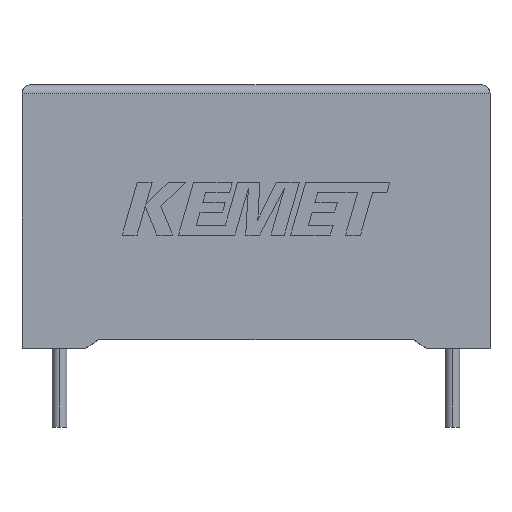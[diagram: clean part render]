
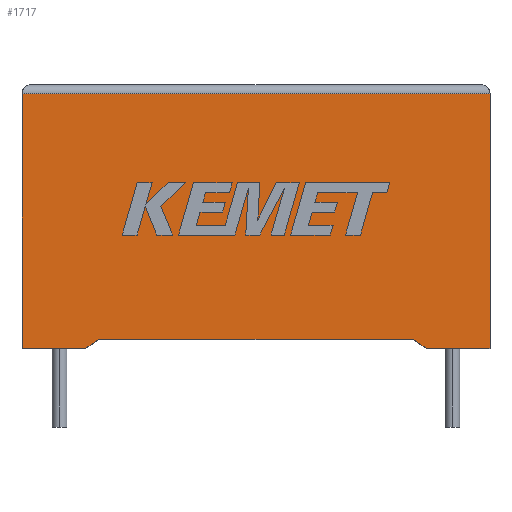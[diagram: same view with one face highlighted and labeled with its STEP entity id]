
A CAD part, top view. The second image highlights one B-rep face of the part: STEP entity #1717.
In plain terms, the highlighted planar face has unit normal (0, 0, 1).
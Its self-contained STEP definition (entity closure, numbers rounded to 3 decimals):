
#13 = DIRECTION ( 'NONE',  ( -1., 0., 0. ) ) ;
#41 = DIRECTION ( 'NONE',  ( -0.819, -0.573, 0. ) ) ;
#172 = EDGE_CURVE ( 'NONE', #1509, #923, #2252, .T. ) ;
#197 = CARTESIAN_POINT ( 'NONE',  ( 3.65, 0., 6.2 ) ) ;
#250 = CARTESIAN_POINT ( 'NONE',  ( 3.65, 0., 6.2 ) ) ;
#278 = CARTESIAN_POINT ( 'NONE',  ( 0., 0., 6.2 ) ) ;
#306 = VECTOR ( 'NONE', #13, 1000. ) ;
#315 = VERTEX_POINT ( 'NONE', #1751 ) ;
#330 = CARTESIAN_POINT ( 'NONE',  ( 0., 14.6, 6.2 ) ) ;
#351 = ORIENTED_EDGE ( 'NONE', *, *, #1546, .T. ) ;
#361 = VERTEX_POINT ( 'NONE', #197 ) ;
#382 = EDGE_CURVE ( 'NONE', #766, #361, #1012, .T. ) ;
#404 = VECTOR ( 'NONE', #41, 1000. ) ;
#585 = DIRECTION ( 'NONE',  ( -1., 0., 0. ) ) ;
#646 = ORIENTED_EDGE ( 'NONE', *, *, #2007, .T. ) ;
#664 = VECTOR ( 'NONE', #731, 1000. ) ;
#731 = DIRECTION ( 'NONE',  ( 1., 0., 0. ) ) ;
#748 = ORIENTED_EDGE ( 'NONE', *, *, #2692, .T. ) ;
#764 = CARTESIAN_POINT ( 'NONE',  ( 26.8, 0., 6.2 ) ) ;
#766 = VERTEX_POINT ( 'NONE', #1596 ) ;
#791 = PLANE ( 'NONE',  #1581 ) ;
#795 = VECTOR ( 'NONE', #1863, 1000. ) ;
#831 = CARTESIAN_POINT ( 'NONE',  ( 23.15, 0., 6.2 ) ) ;
#923 = VERTEX_POINT ( 'NONE', #2774 ) ;
#982 = VECTOR ( 'NONE', #1104, 1000. ) ;
#1002 = FACE_OUTER_BOUND ( 'NONE', #1594, .T. ) ;
#1012 = LINE ( 'NONE', #250, #404 ) ;
#1079 = CARTESIAN_POINT ( 'NONE',  ( 26.8, 0., 6.2 ) ) ;
#1104 = DIRECTION ( 'NONE',  ( 1., 0., 0. ) ) ;
#1180 = CARTESIAN_POINT ( 'NONE',  ( 0., 0., 6.2 ) ) ;
#1212 = DIRECTION ( 'NONE',  ( -1., 0., 0. ) ) ;
#1255 = DIRECTION ( 'NONE',  ( 0., 0., -1. ) ) ;
#1404 = EDGE_CURVE ( 'NONE', #1509, #766, #2902, .T. ) ;
#1509 = VERTEX_POINT ( 'NONE', #1650 ) ;
#1546 = EDGE_CURVE ( 'NONE', #1786, #315, #2675, .T. ) ;
#1581 = AXIS2_PLACEMENT_3D ( 'NONE', #278, #1255, #1212 ) ;
#1594 = EDGE_LOOP ( 'NONE', ( #351, #1980, #646, #2036, #2474, #2331, #2901, #748 ) ) ;
#1596 = CARTESIAN_POINT ( 'NONE',  ( 4.394, 0.521, 6.2 ) ) ;
#1646 = EDGE_CURVE ( 'NONE', #315, #2406, #2817, .T. ) ;
#1650 = CARTESIAN_POINT ( 'NONE',  ( 22.406, 0.521, 6.2 ) ) ;
#1717 = ADVANCED_FACE ( 'NONE', ( #1002 ), #791, .F. ) ;
#1733 = VECTOR ( 'NONE', #2726, 1000. ) ;
#1748 = VERTEX_POINT ( 'NONE', #1180 ) ;
#1751 = CARTESIAN_POINT ( 'NONE',  ( 26.8, 14.6, 6.2 ) ) ;
#1786 = VERTEX_POINT ( 'NONE', #764 ) ;
#1863 = DIRECTION ( 'NONE',  ( 0., -1., 0. ) ) ;
#1940 = CARTESIAN_POINT ( 'NONE',  ( 13.4, 0.521, 6.2 ) ) ;
#1980 = ORIENTED_EDGE ( 'NONE', *, *, #1646, .T. ) ;
#2007 = EDGE_CURVE ( 'NONE', #2406, #1748, #2341, .T. ) ;
#2036 = ORIENTED_EDGE ( 'NONE', *, *, #2907, .T. ) ;
#2050 = VECTOR ( 'NONE', #585, 1000. ) ;
#2128 = CARTESIAN_POINT ( 'NONE',  ( 0., 0., 6.2 ) ) ;
#2252 = LINE ( 'NONE', #831, #1733 ) ;
#2331 = ORIENTED_EDGE ( 'NONE', *, *, #1404, .F. ) ;
#2341 = LINE ( 'NONE', #3052, #795 ) ;
#2378 = CARTESIAN_POINT ( 'NONE',  ( 0., 14.6, 6.2 ) ) ;
#2406 = VERTEX_POINT ( 'NONE', #330 ) ;
#2474 = ORIENTED_EDGE ( 'NONE', *, *, #382, .F. ) ;
#2613 = LINE ( 'NONE', #2831, #664 ) ;
#2675 = LINE ( 'NONE', #1079, #2811 ) ;
#2692 = EDGE_CURVE ( 'NONE', #923, #1786, #2773, .T. ) ;
#2726 = DIRECTION ( 'NONE',  ( 0.819, -0.573, 0. ) ) ;
#2773 = LINE ( 'NONE', #2128, #982 ) ;
#2774 = CARTESIAN_POINT ( 'NONE',  ( 23.15, 0., 6.2 ) ) ;
#2811 = VECTOR ( 'NONE', #3001, 1000. ) ;
#2817 = LINE ( 'NONE', #2378, #306 ) ;
#2831 = CARTESIAN_POINT ( 'NONE',  ( 0., 0., 6.2 ) ) ;
#2901 = ORIENTED_EDGE ( 'NONE', *, *, #172, .T. ) ;
#2902 = LINE ( 'NONE', #1940, #2050 ) ;
#2907 = EDGE_CURVE ( 'NONE', #1748, #361, #2613, .T. ) ;
#3001 = DIRECTION ( 'NONE',  ( 0., 1., 0. ) ) ;
#3052 = CARTESIAN_POINT ( 'NONE',  ( 0., 0., 6.2 ) ) ;
